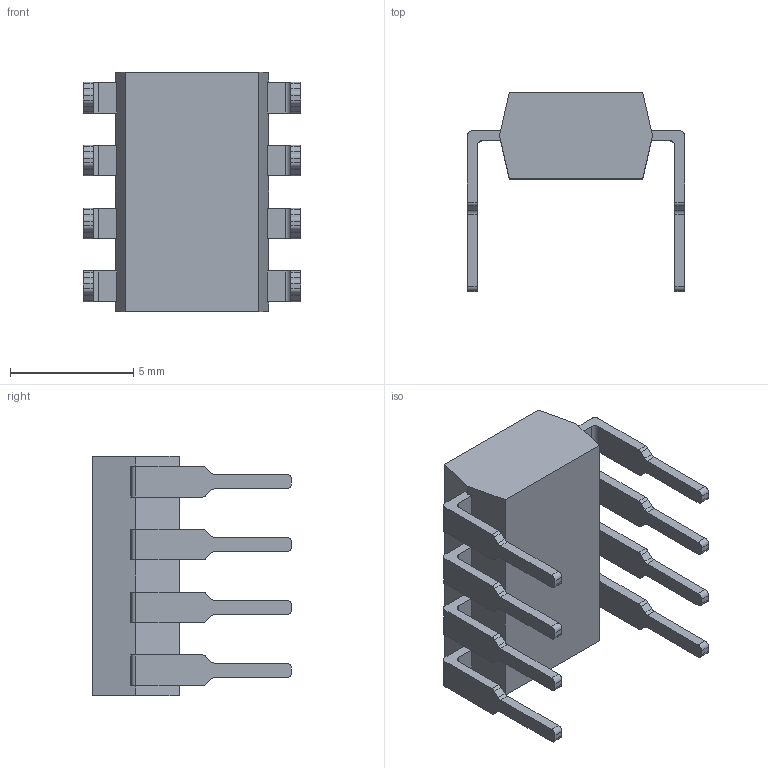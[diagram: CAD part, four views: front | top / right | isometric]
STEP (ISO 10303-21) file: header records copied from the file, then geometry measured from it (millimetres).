
FILE_DESCRIPTION(/* description */ ('OPTOACOPLADOR CNY74-2'),/* implementation_level */ '2;1');
FILE_NAME(/* name */ 'CNY74-2.stp',/* time_stamp */ '2020-11-03T10:45:35-03:00',/* author */ ('laguerre'),/* organization */ (''),/* preprocessor_version */ 'ST-DEVELOPER v17',/* originating_system */ 'Autodesk Inventor 2018',/* authorisation */ '');
FILE_SCHEMA (('AUTOMOTIVE_DESIGN { 1 0 10303 214 3 1 1 }'));
Length unit declared in the file: millimetre
Products named in the file (1): 4A-0363.27
Bounding box: 8.8 x 8.05 x 9.7 mm (x, y, z)
Volume: 219.4 mm3; surface area: 373.2 mm2
Topology: 1 solids, 1 shells, 251 faces, 720 edges, 480 vertices
Faces by surface type: plane 159, cylinder 65, bspline 27
Full cylindrical faces by diameter (mm): 1.5 x1
Entity records: 8699 total; most frequent: CARTESIAN_POINT 1883, ORIENTED_EDGE 1440, DIRECTION 1246, EDGE_CURVE 720, LINE 536, VECTOR 536, VERTEX_POINT 480, AXIS2_PLACEMENT_3D 355
